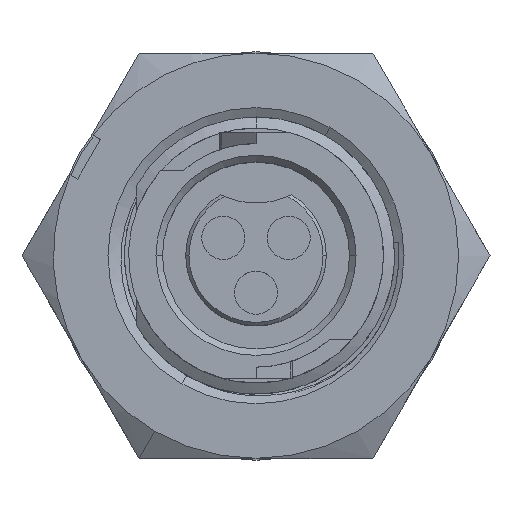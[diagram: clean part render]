
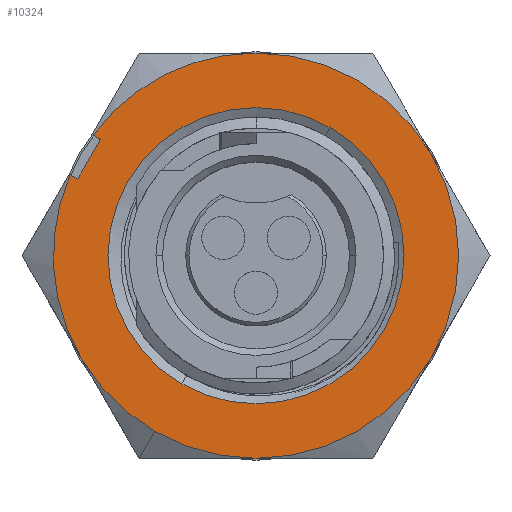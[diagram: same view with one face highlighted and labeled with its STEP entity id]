
A CAD part, top view. The second image highlights one B-rep face of the part: STEP entity #10324.
In plain terms, the highlighted planar face has unit normal (0, 0, 1).
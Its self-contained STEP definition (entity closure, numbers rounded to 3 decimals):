
#102 = EDGE_CURVE ( 'NONE', #6891, #1672, #12180, .T. ) ;
#189 = DIRECTION ( 'NONE',  ( -0.866, 0.5, 0. ) ) ;
#301 = CIRCLE ( 'NONE', #2143, 7.874 ) ;
#546 = DIRECTION ( 'NONE',  ( 0., 0., -1. ) ) ;
#677 = PLANE ( 'NONE',  #5530 ) ;
#907 = DIRECTION ( 'NONE',  ( 0., 0., -1. ) ) ;
#1065 = CARTESIAN_POINT ( 'NONE',  ( 0., 0., 10.236 ) ) ;
#1221 = CARTESIAN_POINT ( 'NONE',  ( 0., 0., 10.236 ) ) ;
#1526 = EDGE_CURVE ( 'NONE', #8986, #6891, #10589, .T. ) ;
#1583 = VERTEX_POINT ( 'NONE', #9818 ) ;
#1612 = DIRECTION ( 'NONE',  ( -0.5, -0.866, 0. ) ) ;
#1672 = VERTEX_POINT ( 'NONE', #7760 ) ;
#1740 = ORIENTED_EDGE ( 'NONE', *, *, #13705, .F. ) ;
#1959 = CIRCLE ( 'NONE', #4482, 7.874 ) ;
#2045 = VERTEX_POINT ( 'NONE', #13055 ) ;
#2143 = AXIS2_PLACEMENT_3D ( 'NONE', #10076, #12172, #11301 ) ;
#2229 = CARTESIAN_POINT ( 'NONE',  ( -6.934, 2.977, 10.236 ) ) ;
#2370 = DIRECTION ( 'NONE',  ( -0.5, -0.866, 0. ) ) ;
#2522 = ORIENTED_EDGE ( 'NONE', *, *, #5834, .F. ) ;
#2555 = AXIS2_PLACEMENT_3D ( 'NONE', #10752, #4220, #10906 ) ;
#2654 = AXIS2_PLACEMENT_3D ( 'NONE', #7138, #2755, #4584 ) ;
#2755 = DIRECTION ( 'NONE',  ( 0., 0., -1. ) ) ;
#2819 = ORIENTED_EDGE ( 'NONE', *, *, #6195, .T. ) ;
#2910 = CARTESIAN_POINT ( 'NONE',  ( 0., 0., 10.236 ) ) ;
#3086 = VERTEX_POINT ( 'NONE', #3228 ) ;
#3228 = CARTESIAN_POINT ( 'NONE',  ( 2.877, 4.982, 10.236 ) ) ;
#3429 = DIRECTION ( 'NONE',  ( 0., 0., -1. ) ) ;
#3540 = EDGE_LOOP ( 'NONE', ( #9365, #7381, #3816, #4952, #1740, #4677, #11641, #10325, #14080, #2522 ) ) ;
#3816 = ORIENTED_EDGE ( 'NONE', *, *, #4922, .F. ) ;
#3945 = CARTESIAN_POINT ( 'NONE',  ( 0., 7.874, 10.236 ) ) ;
#3984 = EDGE_CURVE ( 'NONE', #8782, #8986, #1959, .T. ) ;
#4220 = DIRECTION ( 'NONE',  ( 0., 0., -1. ) ) ;
#4266 = CARTESIAN_POINT ( 'NONE',  ( -7.22, 3.142, 10.236 ) ) ;
#4482 = AXIS2_PLACEMENT_3D ( 'NONE', #1221, #9955, #12189 ) ;
#4584 = DIRECTION ( 'NONE',  ( -0.5, -0.866, 0. ) ) ;
#4677 = ORIENTED_EDGE ( 'NONE', *, *, #102, .F. ) ;
#4910 = CARTESIAN_POINT ( 'NONE',  ( 0., 0., 10.236 ) ) ;
#4922 = EDGE_CURVE ( 'NONE', #7476, #2045, #8757, .T. ) ;
#4952 = ORIENTED_EDGE ( 'NONE', *, *, #13013, .F. ) ;
#5054 = DIRECTION ( 'NONE',  ( 0., 0., -1. ) ) ;
#5059 = DIRECTION ( 'NONE',  ( 0., 0., -1. ) ) ;
#5102 = CIRCLE ( 'NONE', #12897, 7.874 ) ;
#5267 = DIRECTION ( 'NONE',  ( 0.866, -0.5, 0. ) ) ;
#5338 = EDGE_CURVE ( 'NONE', #1583, #10673, #5102, .T. ) ;
#5530 = AXIS2_PLACEMENT_3D ( 'NONE', #9518, #5059, #12950 ) ;
#5710 = CARTESIAN_POINT ( 'NONE',  ( -7.296, 5.239, 10.236 ) ) ;
#5834 = EDGE_CURVE ( 'NONE', #10673, #6306, #301, .T. ) ;
#6195 = EDGE_CURVE ( 'NONE', #7125, #3086, #10921, .T. ) ;
#6306 = VERTEX_POINT ( 'NONE', #9754 ) ;
#6369 = CARTESIAN_POINT ( 'NONE',  ( -8.185, 3.699, 10.236 ) ) ;
#6452 = EDGE_CURVE ( 'NONE', #6306, #8782, #8869, .T. ) ;
#6891 = VERTEX_POINT ( 'NONE', #8585 ) ;
#7125 = VERTEX_POINT ( 'NONE', #10871 ) ;
#7136 = CIRCLE ( 'NONE', #8286, 7.874 ) ;
#7138 = CARTESIAN_POINT ( 'NONE',  ( 0., 0., 10.236 ) ) ;
#7364 = FACE_BOUND ( 'NONE', #9984, .T. ) ;
#7381 = ORIENTED_EDGE ( 'NONE', *, *, #9771, .F. ) ;
#7455 = DIRECTION ( 'NONE',  ( 0., 0., -1. ) ) ;
#7476 = VERTEX_POINT ( 'NONE', #2229 ) ;
#7675 = DIRECTION ( 'NONE',  ( 0.5, 0.866, 0. ) ) ;
#7760 = CARTESIAN_POINT ( 'NONE',  ( -6.819, -3.937, 10.236 ) ) ;
#8286 = AXIS2_PLACEMENT_3D ( 'NONE', #1065, #3429, #2370 ) ;
#8312 = AXIS2_PLACEMENT_3D ( 'NONE', #8315, #7455, #12895 ) ;
#8315 = CARTESIAN_POINT ( 'NONE',  ( 0., 0., 10.236 ) ) ;
#8585 = CARTESIAN_POINT ( 'NONE',  ( -3.937, -6.819, 10.236 ) ) ;
#8729 = CARTESIAN_POINT ( 'NONE',  ( 0., -7.874, 10.236 ) ) ;
#8757 = LINE ( 'NONE', #13111, #14006 ) ;
#8782 = VERTEX_POINT ( 'NONE', #12022 ) ;
#8789 = VERTEX_POINT ( 'NONE', #4266 ) ;
#8869 = CIRCLE ( 'NONE', #2654, 7.874 ) ;
#8986 = VERTEX_POINT ( 'NONE', #8729 ) ;
#9365 = ORIENTED_EDGE ( 'NONE', *, *, #5338, .F. ) ;
#9518 = CARTESIAN_POINT ( 'NONE',  ( 13.638, -7.874, 10.236 ) ) ;
#9754 = CARTESIAN_POINT ( 'NONE',  ( 6.819, 3.937, 10.236 ) ) ;
#9771 = EDGE_CURVE ( 'NONE', #2045, #1583, #10954, .T. ) ;
#9818 = CARTESIAN_POINT ( 'NONE',  ( -6.331, 4.682, 10.236 ) ) ;
#9955 = DIRECTION ( 'NONE',  ( 0., 0., -1. ) ) ;
#9984 = EDGE_LOOP ( 'NONE', ( #13978, #2819 ) ) ;
#10076 = CARTESIAN_POINT ( 'NONE',  ( 0., 0., 10.236 ) ) ;
#10324 = ADVANCED_FACE ( 'NONE', ( #7364, #12800 ), #677, .F. ) ;
#10325 = ORIENTED_EDGE ( 'NONE', *, *, #3984, .F. ) ;
#10579 = LINE ( 'NONE', #6369, #12852 ) ;
#10589 = CIRCLE ( 'NONE', #8312, 7.874 ) ;
#10673 = VERTEX_POINT ( 'NONE', #3945 ) ;
#10752 = CARTESIAN_POINT ( 'NONE',  ( 0., 0., 10.236 ) ) ;
#10795 = CIRCLE ( 'NONE', #11053, 5.753 ) ;
#10871 = CARTESIAN_POINT ( 'NONE',  ( -2.877, -4.982, 10.236 ) ) ;
#10906 = DIRECTION ( 'NONE',  ( -0.5, -0.866, 0. ) ) ;
#10921 = CIRCLE ( 'NONE', #11613, 5.753 ) ;
#10954 = LINE ( 'NONE', #5710, #11449 ) ;
#11053 = AXIS2_PLACEMENT_3D ( 'NONE', #4910, #5054, #1612 ) ;
#11301 = DIRECTION ( 'NONE',  ( -0.5, -0.866, 0. ) ) ;
#11380 = CARTESIAN_POINT ( 'NONE',  ( 0., 0., 10.236 ) ) ;
#11449 = VECTOR ( 'NONE', #189, 1000. ) ;
#11520 = DIRECTION ( 'NONE',  ( -0.5, -0.866, 0. ) ) ;
#11613 = AXIS2_PLACEMENT_3D ( 'NONE', #11380, #907, #13800 ) ;
#11641 = ORIENTED_EDGE ( 'NONE', *, *, #1526, .F. ) ;
#12022 = CARTESIAN_POINT ( 'NONE',  ( 6.819, -3.937, 10.236 ) ) ;
#12172 = DIRECTION ( 'NONE',  ( 0., 0., -1. ) ) ;
#12180 = CIRCLE ( 'NONE', #2555, 7.874 ) ;
#12189 = DIRECTION ( 'NONE',  ( -0.5, -0.866, 0. ) ) ;
#12774 = EDGE_CURVE ( 'NONE', #3086, #7125, #10795, .T. ) ;
#12800 = FACE_OUTER_BOUND ( 'NONE', #3540, .T. ) ;
#12852 = VECTOR ( 'NONE', #5267, 1000. ) ;
#12895 = DIRECTION ( 'NONE',  ( -0.5, -0.866, 0. ) ) ;
#12897 = AXIS2_PLACEMENT_3D ( 'NONE', #2910, #546, #11520 ) ;
#12950 = DIRECTION ( 'NONE',  ( 0., -1., 0. ) ) ;
#13013 = EDGE_CURVE ( 'NONE', #8789, #7476, #10579, .T. ) ;
#13055 = CARTESIAN_POINT ( 'NONE',  ( -6.045, 4.516, 10.236 ) ) ;
#13111 = CARTESIAN_POINT ( 'NONE',  ( -6.934, 2.977, 10.236 ) ) ;
#13705 = EDGE_CURVE ( 'NONE', #1672, #8789, #7136, .T. ) ;
#13800 = DIRECTION ( 'NONE',  ( -0.5, -0.866, 0. ) ) ;
#13978 = ORIENTED_EDGE ( 'NONE', *, *, #12774, .T. ) ;
#14006 = VECTOR ( 'NONE', #7675, 1000. ) ;
#14080 = ORIENTED_EDGE ( 'NONE', *, *, #6452, .F. ) ;
